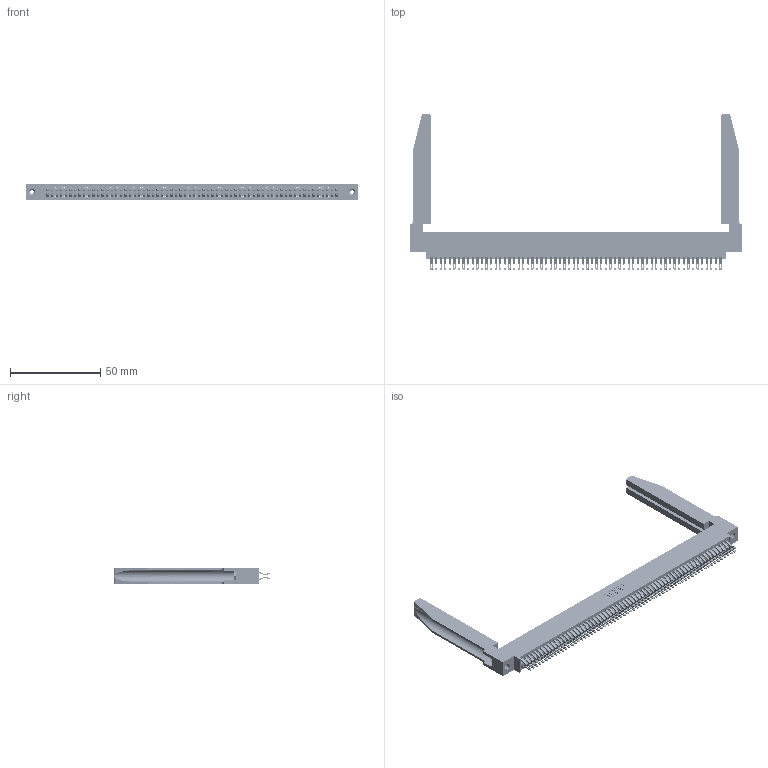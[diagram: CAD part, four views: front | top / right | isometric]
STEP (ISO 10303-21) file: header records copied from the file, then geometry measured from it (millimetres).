
FILE_DESCRIPTION (( 'STEP AP203' ), '1' );
FILE_NAME ('345-128-555-878.STEP', '2019-11-07T09:53:40', ( '' ), ( '' ), 'SwSTEP 2.0', 'SolidWorks 2016', '' );
FILE_SCHEMA (( 'CONFIG_CONTROL_DESIGN' ));
Length unit declared in the file: inch
Products named in the file (5): 345-250-001_345-250-001-102; 345-128-555-878; 345-220-078_345-220-078; 345-292-001_555 Tail; 345 Part_0.170 Offset - 0.156 Dia-TH
Assembly tree (133 placements, depth 2):
  345-128-555-878
    345 Part_0.170 Offset - 0.156 Dia-TH
    345-292-001_555 Tail  x128
    345-250-001_345-250-001-102  x2
    345-220-078_345-220-078  x2
Bounding box: 183.79 x 86.41 x 9.4 mm (x, y, z)
Volume: 26086.5 mm3; surface area: 35773.6 mm2
Topology: 133 solids, 133 shells, 7532 faces, 23617 edges, 15734 vertices
Faces by surface type: plane 4194, cylinder 3286, bspline 36, cone 12, torus 4
Entity records: 52452 total; most frequent: CARTESIAN_POINT 9725, ORIENTED_EDGE 8526, DIRECTION 7509, EDGE_CURVE 4263, VECTOR 3761, LINE 3761, VERTEX_POINT 2836, AXIS2_PLACEMENT_3D 1874
